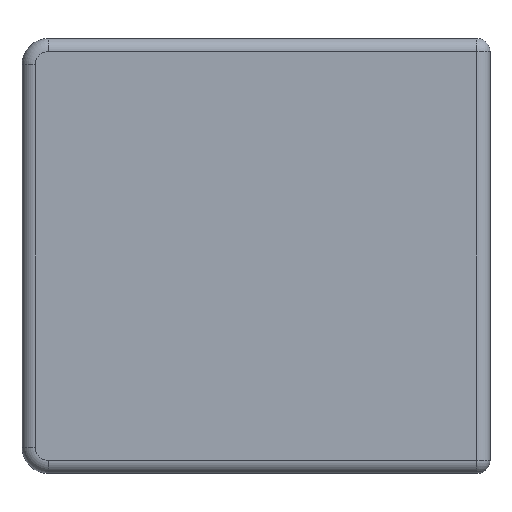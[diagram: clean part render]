
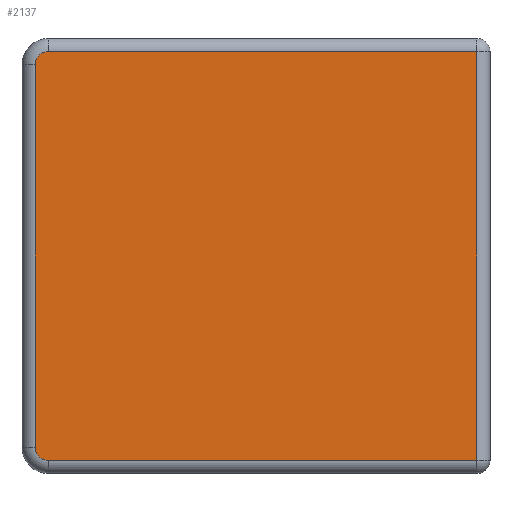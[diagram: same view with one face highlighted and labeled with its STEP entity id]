
A CAD part, front view. The second image highlights one B-rep face of the part: STEP entity #2137.
In plain terms, the highlighted planar face has unit normal (0, -1, 0).
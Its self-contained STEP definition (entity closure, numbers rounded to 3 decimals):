
#107 = DIRECTION ( 'NONE',  ( 0., 0., 1. ) ) ;
#438 = VERTEX_POINT ( 'NONE', #1863 ) ;
#555 = CARTESIAN_POINT ( 'NONE',  ( -31.5, -2.5, -29. ) ) ;
#655 = EDGE_CURVE ( 'NONE', #438, #867, #5446, .T. ) ;
#670 = CARTESIAN_POINT ( 'NONE',  ( -31.5, -2.5, 29. ) ) ;
#867 = VERTEX_POINT ( 'NONE', #4720 ) ;
#991 = PLANE ( 'NONE',  #2933 ) ;
#1018 = EDGE_CURVE ( 'NONE', #867, #2444, #3116, .T. ) ;
#1172 = CARTESIAN_POINT ( 'NONE',  ( -33.5, -2.5, 29. ) ) ;
#1205 = DIRECTION ( 'NONE',  ( 0., 0., -1. ) ) ;
#1238 = VERTEX_POINT ( 'NONE', #3232 ) ;
#1338 = EDGE_CURVE ( 'NONE', #2444, #3184, #4700, .T. ) ;
#1393 = ORIENTED_EDGE ( 'NONE', *, *, #655, .T. ) ;
#1863 = CARTESIAN_POINT ( 'NONE',  ( 33.5, -2.5, -31. ) ) ;
#2111 = CARTESIAN_POINT ( 'NONE',  ( -33.5, -2.5, -29. ) ) ;
#2137 = ADVANCED_FACE ( 'NONE', ( #3225 ), #991, .T. ) ;
#2173 = VERTEX_POINT ( 'NONE', #4596 ) ;
#2444 = VERTEX_POINT ( 'NONE', #5318 ) ;
#2681 = ORIENTED_EDGE ( 'NONE', *, *, #1018, .T. ) ;
#2784 = EDGE_CURVE ( 'NONE', #3184, #2173, #5592, .T. ) ;
#2791 = DIRECTION ( 'NONE',  ( 0., -1., 0. ) ) ;
#2889 = DIRECTION ( 'NONE',  ( 1., 0., 0. ) ) ;
#2933 = AXIS2_PLACEMENT_3D ( 'NONE', #3639, #4547, #4049 ) ;
#2989 = EDGE_CURVE ( 'NONE', #2173, #1238, #5546, .T. ) ;
#3112 = ORIENTED_EDGE ( 'NONE', *, *, #1338, .T. ) ;
#3116 = LINE ( 'NONE', #4025, #4131 ) ;
#3184 = VERTEX_POINT ( 'NONE', #1172 ) ;
#3225 = FACE_OUTER_BOUND ( 'NONE', #5438, .T. ) ;
#3228 = CARTESIAN_POINT ( 'NONE',  ( 33.5, -2.5, 33. ) ) ;
#3232 = CARTESIAN_POINT ( 'NONE',  ( -31.5, -2.5, -31. ) ) ;
#3357 = LINE ( 'NONE', #4206, #5574 ) ;
#3623 = ORIENTED_EDGE ( 'NONE', *, *, #2784, .T. ) ;
#3639 = CARTESIAN_POINT ( 'NONE',  ( 0., -2.5, 0. ) ) ;
#3695 = AXIS2_PLACEMENT_3D ( 'NONE', #555, #2791, #4605 ) ;
#3765 = AXIS2_PLACEMENT_3D ( 'NONE', #670, #5185, #5586 ) ;
#4025 = CARTESIAN_POINT ( 'NONE',  ( -31.5, -2.5, 31. ) ) ;
#4049 = DIRECTION ( 'NONE',  ( 0., 0., -1. ) ) ;
#4131 = VECTOR ( 'NONE', #5740, 1000. ) ;
#4206 = CARTESIAN_POINT ( 'NONE',  ( 35.5, -2.5, -31. ) ) ;
#4547 = DIRECTION ( 'NONE',  ( 0., -1., 0. ) ) ;
#4587 = ORIENTED_EDGE ( 'NONE', *, *, #2989, .T. ) ;
#4596 = CARTESIAN_POINT ( 'NONE',  ( -33.5, -2.5, -29. ) ) ;
#4605 = DIRECTION ( 'NONE',  ( 0., 0., -1. ) ) ;
#4700 = CIRCLE ( 'NONE', #3765, 2. ) ;
#4720 = CARTESIAN_POINT ( 'NONE',  ( 33.5, -2.5, 31. ) ) ;
#4754 = EDGE_CURVE ( 'NONE', #1238, #438, #3357, .T. ) ;
#4960 = ORIENTED_EDGE ( 'NONE', *, *, #4754, .T. ) ;
#5081 = VECTOR ( 'NONE', #1205, 1000. ) ;
#5185 = DIRECTION ( 'NONE',  ( 0., -1., 0. ) ) ;
#5318 = CARTESIAN_POINT ( 'NONE',  ( -31.5, -2.5, 31. ) ) ;
#5436 = VECTOR ( 'NONE', #107, 1000. ) ;
#5438 = EDGE_LOOP ( 'NONE', ( #1393, #2681, #3112, #3623, #4587, #4960 ) ) ;
#5446 = LINE ( 'NONE', #3228, #5436 ) ;
#5546 = CIRCLE ( 'NONE', #3695, 2. ) ;
#5574 = VECTOR ( 'NONE', #2889, 1000. ) ;
#5586 = DIRECTION ( 'NONE',  ( 0., 0., -1. ) ) ;
#5592 = LINE ( 'NONE', #2111, #5081 ) ;
#5740 = DIRECTION ( 'NONE',  ( -1., 0., 0. ) ) ;
